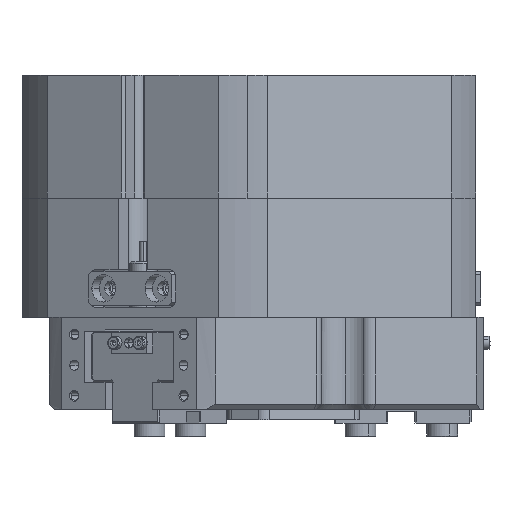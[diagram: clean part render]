
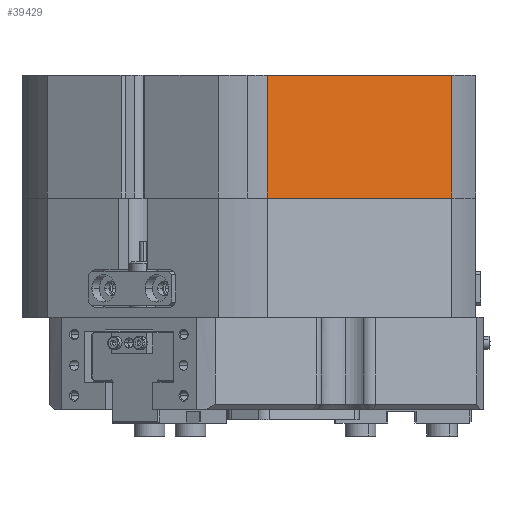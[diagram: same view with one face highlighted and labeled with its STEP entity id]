
A CAD part, front view. The second image highlights one B-rep face of the part: STEP entity #39429.
In plain terms, the highlighted face is planar.
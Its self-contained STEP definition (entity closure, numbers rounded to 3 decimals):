
#108 = DIRECTION ( 'NONE',  ( 0.866, 0.5, 0. ) ) ;
#717 = VECTOR ( 'NONE', #1933, 1000. ) ;
#1031 = LINE ( 'NONE', #2586, #32902 ) ;
#1382 = DIRECTION ( 'NONE',  ( 0.5, -0.866, 0. ) ) ;
#1933 = DIRECTION ( 'NONE',  ( 0., 0., 1. ) ) ;
#2240 = CARTESIAN_POINT ( 'NONE',  ( -41.561, -60.014, 36. ) ) ;
#2347 = LINE ( 'NONE', #24126, #8710 ) ;
#2586 = CARTESIAN_POINT ( 'NONE',  ( -72.754, -5.986, 36. ) ) ;
#3310 = EDGE_LOOP ( 'NONE', ( #27734, #11806, #23617, #4638 ) ) ;
#3576 = LINE ( 'NONE', #21724, #7240 ) ;
#4638 = ORIENTED_EDGE ( 'NONE', *, *, #12959, .T. ) ;
#7240 = VECTOR ( 'NONE', #1382, 1000. ) ;
#8385 = FACE_OUTER_BOUND ( 'NONE', #3310, .T. ) ;
#8710 = VECTOR ( 'NONE', #41215, 1000. ) ;
#9390 = VERTEX_POINT ( 'NONE', #25598 ) ;
#9665 = DIRECTION ( 'NONE',  ( 0., 0., -1. ) ) ;
#10037 = CARTESIAN_POINT ( 'NONE',  ( -77.281, 1.854, 36.001 ) ) ;
#11075 = AXIS2_PLACEMENT_3D ( 'NONE', #10037, #108, #13866 ) ;
#11806 = ORIENTED_EDGE ( 'NONE', *, *, #35137, .F. ) ;
#12959 = EDGE_CURVE ( 'NONE', #35766, #18895, #2347, .T. ) ;
#13866 = DIRECTION ( 'NONE',  ( -0.5, 0.866, 0. ) ) ;
#16073 = EDGE_CURVE ( 'NONE', #38757, #35766, #1031, .T. ) ;
#18682 = CARTESIAN_POINT ( 'NONE',  ( -41.561, -60.014, 0. ) ) ;
#18895 = VERTEX_POINT ( 'NONE', #18682 ) ;
#21724 = CARTESIAN_POINT ( 'NONE',  ( -77.281, 1.854, 36. ) ) ;
#21812 = CARTESIAN_POINT ( 'NONE',  ( -72.754, -5.986, 0. ) ) ;
#23617 = ORIENTED_EDGE ( 'NONE', *, *, #16073, .T. ) ;
#24126 = CARTESIAN_POINT ( 'NONE',  ( -77.281, 1.854, 0. ) ) ;
#25598 = CARTESIAN_POINT ( 'NONE',  ( -41.561, -60.014, 36. ) ) ;
#27734 = ORIENTED_EDGE ( 'NONE', *, *, #42915, .T. ) ;
#32122 = CARTESIAN_POINT ( 'NONE',  ( -72.754, -5.986, 36. ) ) ;
#32902 = VECTOR ( 'NONE', #9665, 1000. ) ;
#35137 = EDGE_CURVE ( 'NONE', #38757, #9390, #3576, .T. ) ;
#35766 = VERTEX_POINT ( 'NONE', #21812 ) ;
#38757 = VERTEX_POINT ( 'NONE', #32122 ) ;
#39070 = LINE ( 'NONE', #2240, #717 ) ;
#39429 = ADVANCED_FACE ( 'NONE', ( #8385 ), #41062, .F. ) ;
#41062 = PLANE ( 'NONE',  #11075 ) ;
#41215 = DIRECTION ( 'NONE',  ( 0.5, -0.866, 0. ) ) ;
#42915 = EDGE_CURVE ( 'NONE', #18895, #9390, #39070, .T. ) ;
